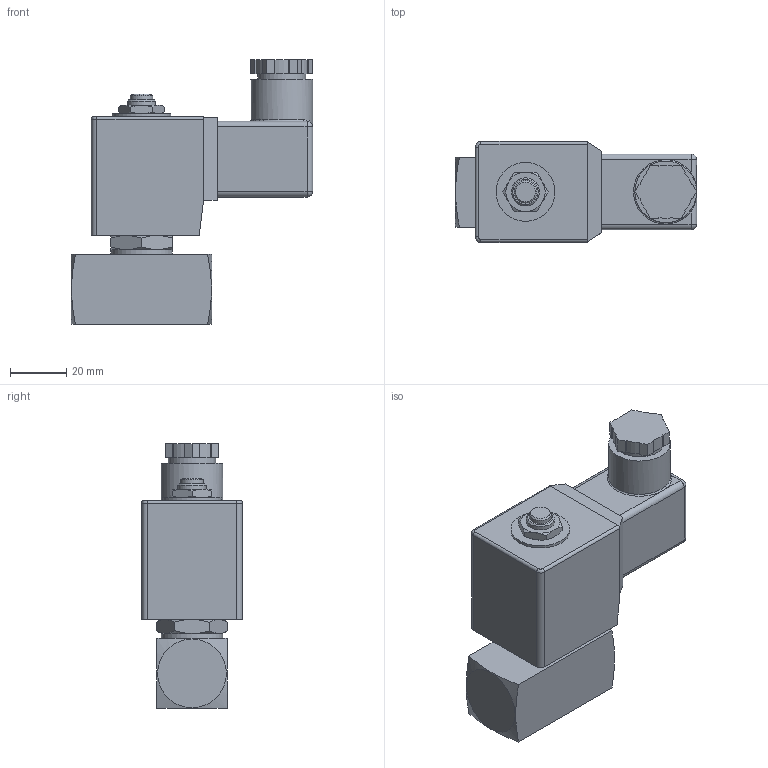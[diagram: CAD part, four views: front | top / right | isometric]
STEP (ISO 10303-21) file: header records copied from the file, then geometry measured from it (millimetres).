
FILE_DESCRIPTION(/* description */ ('3D-Modell'),/* implementation_level */ '2;1');
FILE_NAME(/* name */ '052.005555_A5241-1002-.012-NJ-OF.stp',/* time_stamp */ '2021-06-02T15:54:42+02:00',/* author */ ('TBartelsmeier'),/* organization */ (''),/* preprocessor_version */ 'ST-DEVELOPER v16.1',/* originating_system */ 'Autodesk Inventor 2016',/* authorisation */ '');
FILE_SCHEMA (('AUTOMOTIVE_DESIGN { 1 0 10303 214 3 1 1 }'));
Length unit declared in the file: millimetre
Products named in the file (1): 88-005147
Bounding box: 86 x 36 x 94.4 mm (x, y, z)
Volume: 132543.7 mm3; surface area: 20960 mm2
Topology: 1 solids, 1 shells, 133 faces, 321 edges, 193 vertices
Faces by surface type: plane 70, cone 28, cylinder 26, bspline 4, sphere 4, torus 1
Full cylindrical faces by diameter (mm): 8 x1, 10 x1, 17 x1, 21 x1, 22 x2
Entity records: 3925 total; most frequent: CARTESIAN_POINT 878, ORIENTED_EDGE 602, DIRECTION 589, EDGE_CURVE 301, AXIS2_PLACEMENT_3D 218, VERTEX_POINT 189, LINE 153, VECTOR 153
